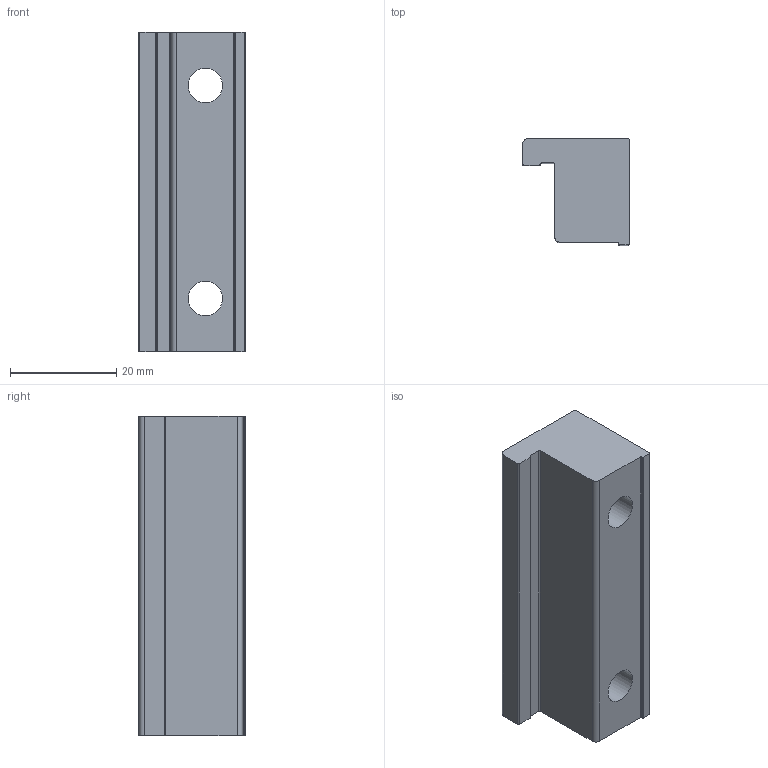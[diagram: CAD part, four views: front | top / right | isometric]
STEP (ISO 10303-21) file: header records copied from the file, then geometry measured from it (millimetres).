
FILE_DESCRIPTION(/* description */ (''),/* implementation_level */ '2;1');
FILE_NAME(/* name */ 'CAD_37129.stp',/* time_stamp */ '2016-04-09T11:03:27+02:00',/* author */ ('Hypex'),/* organization */ ('Hypex'),/* preprocessor_version */ 'ST-DEVELOPER v16.1',/* originating_system */ 'Autodesk Inventor 2016',/* authorisation */ '');
FILE_SCHEMA (('AUTOMOTIVE_DESIGN { 1 0 10303 214 3 1 1 }'));
Length unit declared in the file: millimetre
Products named in the file (1): CAD_37129
Bounding box: 20 x 20 x 60 mm (x, y, z)
Volume: 15799.7 mm3; surface area: 6252.3 mm2
Topology: 1 solids, 1 shells, 29 faces, 73 edges, 48 vertices
Faces by surface type: cylinder 14, plane 13, cone 2
Full cylindrical faces by diameter (mm): 6.5 x2, 11 x2
Entity records: 883 total; most frequent: DIRECTION 157, CARTESIAN_POINT 145, ORIENTED_EDGE 134, EDGE_CURVE 67, AXIS2_PLACEMENT_3D 60, VERTEX_POINT 48, EDGE_LOOP 41, LINE 37
